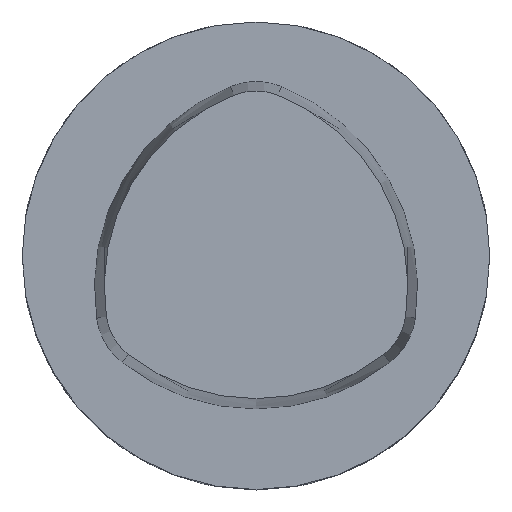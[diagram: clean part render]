
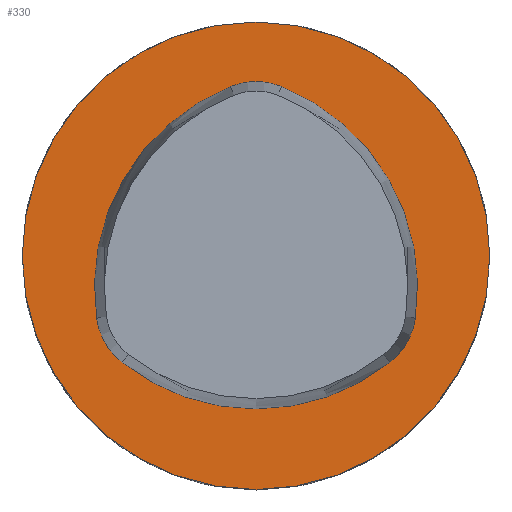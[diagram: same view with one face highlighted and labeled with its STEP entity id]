
A CAD part, top view. The second image highlights one B-rep face of the part: STEP entity #330.
In plain terms, the highlighted planar face has unit normal (0, 0, 1).
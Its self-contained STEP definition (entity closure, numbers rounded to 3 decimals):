
#181=CIRCLE('',#2101,20.);
#330=ADVANCED_FACE('',(#505),#405,.F.);
#405=PLANE('',#2102);
#505=FACE_OUTER_BOUND('',#616,.T.);
#616=EDGE_LOOP('',(#1027));
#1027=ORIENTED_EDGE('',*,*,#1589,.T.);
#1341=VERTEX_POINT('',#3652);
#1589=EDGE_CURVE('',#1341,#1341,#181,.T.);
#2101=AXIS2_PLACEMENT_3D('',#3651,#2485,#2486);
#2102=AXIS2_PLACEMENT_3D('',#3653,#2487,#2488);
#2485=DIRECTION('',(0.,0.,1.));
#2486=DIRECTION('',(1.,0.,0.));
#2487=DIRECTION('',(0.,0.,-1.));
#2488=DIRECTION('',(-1.,0.,0.));
#3651=CARTESIAN_POINT('',(0.,0.,0.));
#3652=CARTESIAN_POINT('',(20.,0.,0.));
#3653=CARTESIAN_POINT('',(9.,0.,0.));
